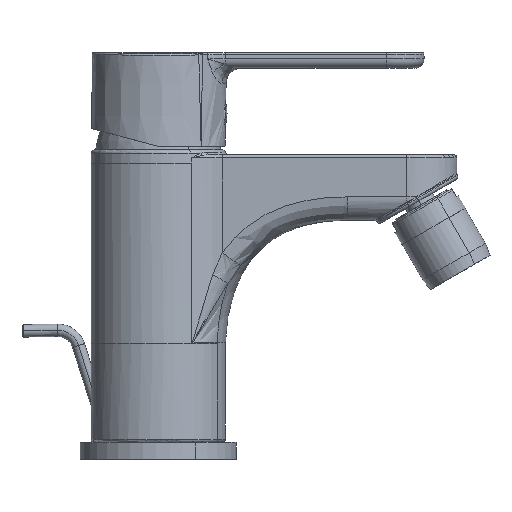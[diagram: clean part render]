
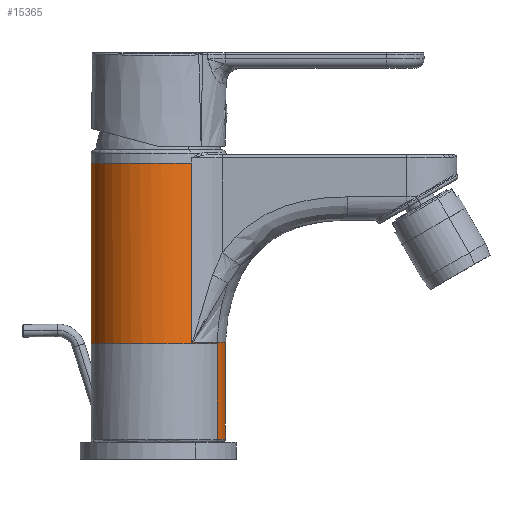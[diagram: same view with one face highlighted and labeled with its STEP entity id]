
A CAD part, front view. The second image highlights one B-rep face of the part: STEP entity #15365.
In plain terms, the highlighted cylindrical face has radius 21.5 mm (diameter 43 mm), a partial arc.
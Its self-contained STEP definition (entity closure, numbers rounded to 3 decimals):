
#13846=CARTESIAN_POINT('Vertex',(21.5,0.,-0.5)) ;
#13849=CARTESIAN_POINT('Axis2P3D Location',(0.,0.,-0.5)) ;
#13853=CARTESIAN_POINT('Vertex',(18.868,-10.308,-0.5)) ;
#15253=CARTESIAN_POINT('Axis2P3D Location',(0.,0.,45.)) ;
#15271=CARTESIAN_POINT('Vertex',(21.5,0.,30.5)) ;
#15274=CARTESIAN_POINT('Line Origine',(21.5,0.,45.)) ;
#15290=CARTESIAN_POINT('Vertex',(-21.5,0.,30.)) ;
#15293=CARTESIAN_POINT('Line Origine',(-21.5,0.,45.)) ;
#15297=CARTESIAN_POINT('Vertex',(-21.5,0.,87.836)) ;
#15316=CARTESIAN_POINT('Axis2P3D Location',(0.,0.,87.836)) ;
#15320=CARTESIAN_POINT('Vertex',(-18.868,-10.308,87.836)) ;
#15323=CARTESIAN_POINT('Axis2P3D Location',(0.,0.,30.)) ;
#15327=CARTESIAN_POINT('Vertex',(18.868,-10.308,30.)) ;
#15330=CARTESIAN_POINT('Line Origine',(18.868,-10.308,45.)) ;
#15335=CARTESIAN_POINT('Axis2P3D Location',(0.,0.,30.5)) ;
#15339=CARTESIAN_POINT('Vertex',(10.756,-18.616,30.5)) ;
#15342=CARTESIAN_POINT('Line Origine',(10.756,-18.616,45.)) ;
#15346=CARTESIAN_POINT('Vertex',(10.756,-18.616,87.836)) ;
#15349=CARTESIAN_POINT('Axis2P3D Location',(0.,0.,87.836)) ;
#15276=VECTOR('Line Direction',#15275,1.) ;
#15295=VECTOR('Line Direction',#15294,1.) ;
#15332=VECTOR('Line Direction',#15331,1.) ;
#15344=VECTOR('Line Direction',#15343,1.) ;
#13850=DIRECTION('Axis2P3D Direction',(0.,-0.,1.)) ;
#15254=DIRECTION('Axis2P3D Direction',(0.,0.,1.)) ;
#15255=DIRECTION('Axis2P3D XDirection',(1.,0.,0.)) ;
#15275=DIRECTION('Vector Direction',(0.,0.,1.)) ;
#15294=DIRECTION('Vector Direction',(0.,0.,1.)) ;
#15317=DIRECTION('Axis2P3D Direction',(0.,0.,1.)) ;
#15324=DIRECTION('Axis2P3D Direction',(0.,0.,1.)) ;
#15331=DIRECTION('Vector Direction',(0.,0.,1.)) ;
#15336=DIRECTION('Axis2P3D Direction',(0.,0.,1.)) ;
#15343=DIRECTION('Vector Direction',(0.,0.,1.)) ;
#15350=DIRECTION('Axis2P3D Direction',(0.,0.,1.)) ;
#13851=AXIS2_PLACEMENT_3D('Circle Axis2P3D',#13849,#13850,$) ;
#15256=AXIS2_PLACEMENT_3D('Cylinder Axis2P3D',#15253,#15254,#15255) ;
#15318=AXIS2_PLACEMENT_3D('Circle Axis2P3D',#15316,#15317,$) ;
#15325=AXIS2_PLACEMENT_3D('Circle Axis2P3D',#15323,#15324,$) ;
#15337=AXIS2_PLACEMENT_3D('Circle Axis2P3D',#15335,#15336,$) ;
#15351=AXIS2_PLACEMENT_3D('Circle Axis2P3D',#15349,#15350,$) ;
#15277=LINE('Line',#15274,#15276) ;
#15296=LINE('Line',#15293,#15295) ;
#15333=LINE('Line',#15330,#15332) ;
#15345=LINE('Line',#15342,#15344) ;
#13852=CIRCLE('generated circle',#13851,21.5) ;
#15319=CIRCLE('generated circle',#15318,21.5) ;
#15326=CIRCLE('generated circle',#15325,21.5) ;
#15338=CIRCLE('generated circle',#15337,21.5) ;
#15352=CIRCLE('generated circle',#15351,21.5) ;
#15257=CYLINDRICAL_SURFACE('generated cylinder',#15256,21.5) ;
#13855=EDGE_CURVE('',#13854,#13847,#13852,.T.) ;
#15278=EDGE_CURVE('',#13847,#15272,#15277,.T.) ;
#15299=EDGE_CURVE('',#15291,#15298,#15296,.T.) ;
#15322=EDGE_CURVE('',#15298,#15321,#15319,.T.) ;
#15329=EDGE_CURVE('',#15328,#15291,#15326,.F.) ;
#15334=EDGE_CURVE('',#13854,#15328,#15333,.T.) ;
#15341=EDGE_CURVE('',#15272,#15340,#15338,.F.) ;
#15348=EDGE_CURVE('',#15347,#15340,#15345,.F.) ;
#15353=EDGE_CURVE('',#15321,#15347,#15352,.T.) ;
#15355=ORIENTED_EDGE('',*,*,#15322,.F.) ;
#15356=ORIENTED_EDGE('',*,*,#15299,.F.) ;
#15357=ORIENTED_EDGE('',*,*,#15329,.F.) ;
#15358=ORIENTED_EDGE('',*,*,#15334,.F.) ;
#15359=ORIENTED_EDGE('',*,*,#13855,.T.) ;
#15360=ORIENTED_EDGE('',*,*,#15278,.T.) ;
#15361=ORIENTED_EDGE('',*,*,#15341,.T.) ;
#15362=ORIENTED_EDGE('',*,*,#15348,.F.) ;
#15363=ORIENTED_EDGE('',*,*,#15353,.F.) ;
#15354=EDGE_LOOP('',(#15355,#15356,#15357,#15358,#15359,#15360,#15361,#15362,#15363)) ;
#13847=VERTEX_POINT('',#13846) ;
#13854=VERTEX_POINT('',#13853) ;
#15272=VERTEX_POINT('',#15271) ;
#15291=VERTEX_POINT('',#15290) ;
#15298=VERTEX_POINT('',#15297) ;
#15321=VERTEX_POINT('',#15320) ;
#15328=VERTEX_POINT('',#15327) ;
#15340=VERTEX_POINT('',#15339) ;
#15347=VERTEX_POINT('',#15346) ;
#15365=ADVANCED_FACE('P33409002.1\\PartBody',(#15364),#15257,.T.) ;
#15364=FACE_OUTER_BOUND('',#15354,.T.) ;
